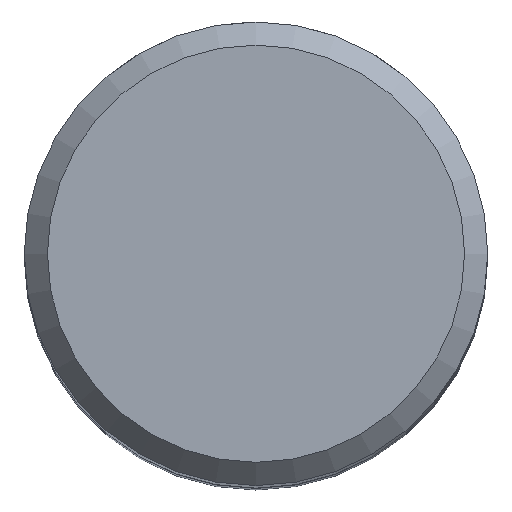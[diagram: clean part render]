
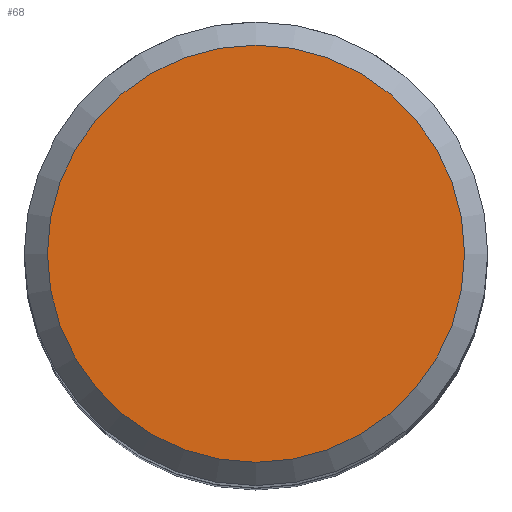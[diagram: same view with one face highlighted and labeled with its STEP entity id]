
A CAD part, top view. The second image highlights one B-rep face of the part: STEP entity #68.
In plain terms, the highlighted planar face has unit normal (0, 0, 1).
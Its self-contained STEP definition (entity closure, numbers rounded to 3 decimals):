
#42=PLANE('',#273);
#49=FACE_OUTER_BOUND('',#123,.T.);
#68=ADVANCED_FACE('',(#49),#42,.F.);
#123=EDGE_LOOP('',(#152));
#152=ORIENTED_EDGE('',*,*,#196,.T.);
#181=VERTEX_POINT('',#408);
#196=EDGE_CURVE('',#181,#181,#209,.T.);
#209=CIRCLE('',#272,9.);
#272=AXIS2_PLACEMENT_3D('',#407,#326,#327);
#273=AXIS2_PLACEMENT_3D('',#409,#328,#329);
#326=DIRECTION('',(0.,0.,1.));
#327=DIRECTION('',(-1.,0.,0.));
#328=DIRECTION('',(0.,0.,-1.));
#329=DIRECTION('',(-1.,0.,0.));
#407=CARTESIAN_POINT('',(0.,0.,0.));
#408=CARTESIAN_POINT('',(-9.,0.,0.));
#409=CARTESIAN_POINT('',(0.,10.,0.));
